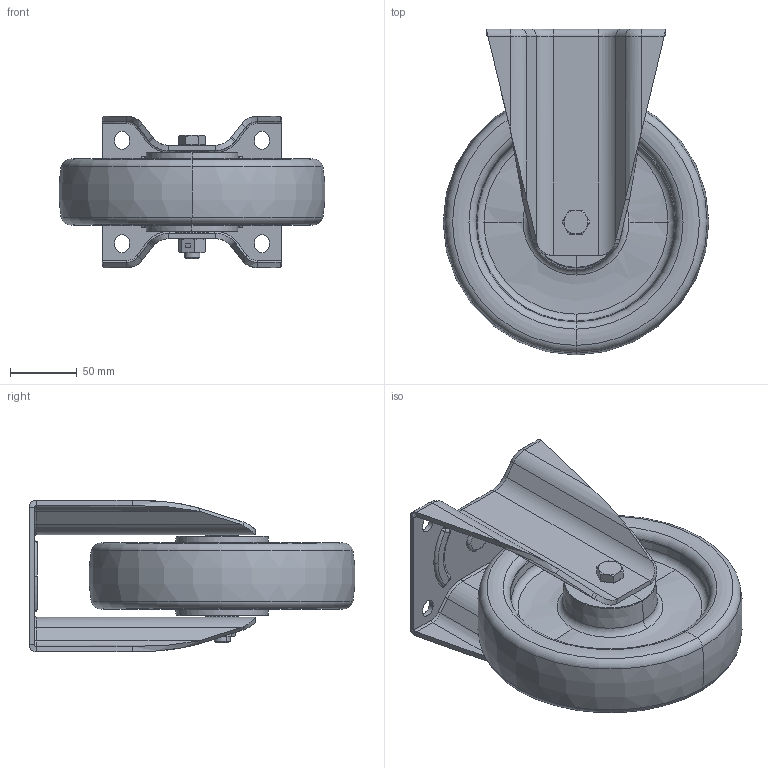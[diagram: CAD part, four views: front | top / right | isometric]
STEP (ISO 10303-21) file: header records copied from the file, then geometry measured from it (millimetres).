
FILE_DESCRIPTION (( 'STEP AP214' ), '1' );
FILE_NAME ('0033415BL_B-IM-PUZK-200-K-EC.step', '2018-10-26T08:47:40', ( '' ), ( '' ), 'SwSTEP 2.0', 'SolidWorks 2018', '' );
FILE_SCHEMA (( 'AUTOMOTIVE_DESIGN' ));
Length unit declared in the file: millimetre
Products named in the file (1): 0033415BL_B-IM-PUZK-200-K-EC
Bounding box: 199.64 x 244.82 x 114 mm (x, y, z)
Surface area: 229245 mm2 (no closed solid volume)
Topology: 0 solids, 13 shells, 376 faces, 869 edges, 519 vertices
Faces by surface type: plane 108, cylinder 100, torus 74, cone 64, bspline 20, sphere 10
Entity records: 16248 total; most frequent: CARTESIAN_POINT 3499, DIRECTION 1924, ORIENTED_EDGE 1690, EDGE_CURVE 861, AXIS2_PLACEMENT_3D 802, VERTEX_POINT 515, CIRCLE 445, EDGE_LOOP 414
